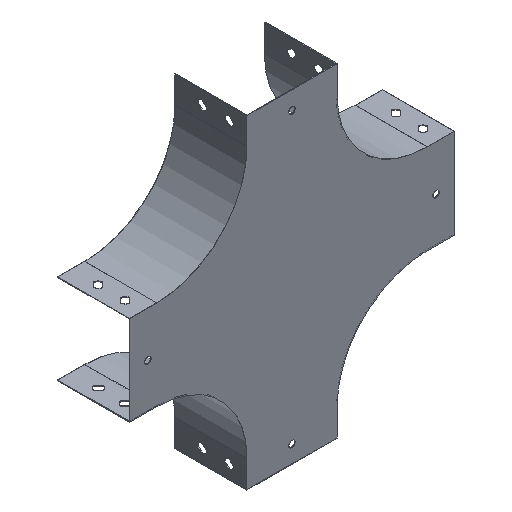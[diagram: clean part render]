
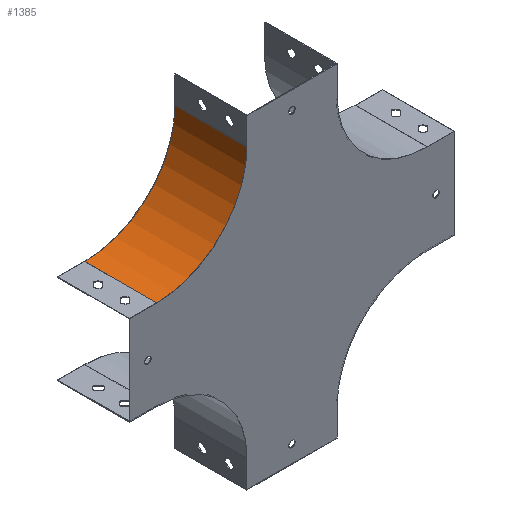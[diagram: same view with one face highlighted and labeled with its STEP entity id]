
A CAD part, isometric view. The second image highlights one B-rep face of the part: STEP entity #1385.
In plain terms, the highlighted cylindrical face has radius 100 mm (diameter 200 mm), a partial arc.
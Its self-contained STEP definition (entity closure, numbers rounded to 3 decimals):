
#43 = VERTEX_POINT ( 'NONE', #3162 ) ;
#293 = CARTESIAN_POINT ( 'NONE',  ( -50., 0., -30. ) ) ;
#296 = CARTESIAN_POINT ( 'NONE',  ( -150., 0., -130. ) ) ;
#573 = ORIENTED_EDGE ( 'NONE', *, *, #2068, .F. ) ;
#574 = ORIENTED_EDGE ( 'NONE', *, *, #1755, .F. ) ;
#575 = ORIENTED_EDGE ( 'NONE', *, *, #1756, .F. ) ;
#576 = ORIENTED_EDGE ( 'NONE', *, *, #1759, .T. ) ;
#1074 = AXIS2_PLACEMENT_3D ( 'NONE', #1415, #1416, #1417 ) ;
#1091 = AXIS2_PLACEMENT_3D ( 'NONE', #2303, #2304, #2305 ) ;
#1227 = VERTEX_POINT ( 'NONE', #2608 ) ;
#1285 = VERTEX_POINT ( 'NONE', #293 ) ;
#1288 = VERTEX_POINT ( 'NONE', #296 ) ;
#1385 = ADVANCED_FACE ( 'NONE', ( #1805 ), #1809, .F. ) ;
#1415 = CARTESIAN_POINT ( 'NONE',  ( -150., 0., -30. ) ) ;
#1416 = DIRECTION ( 'NONE',  ( 0., 1., 0. ) ) ;
#1417 = DIRECTION ( 'NONE',  ( 0., 0., 1. ) ) ;
#1653 = AXIS2_PLACEMENT_3D ( 'NONE', #2207, #2205, #2199 ) ;
#1755 = EDGE_CURVE ( 'NONE', #43, #1285, #1852, .T. ) ;
#1756 = EDGE_CURVE ( 'NONE', #1227, #43, #1850, .T. ) ;
#1759 = EDGE_CURVE ( 'NONE', #1227, #1288, #1859, .T. ) ;
#1805 = FACE_OUTER_BOUND ( 'NONE', #3260, .T. ) ;
#1809 = CYLINDRICAL_SURFACE ( 'NONE', #1653, 100. ) ;
#1850 = CIRCLE ( 'NONE', #1091, 100. ) ;
#1852 = LINE ( 'NONE', #2291, #1856 ) ;
#1856 = VECTOR ( 'NONE', #2300, 1000. ) ;
#1859 = LINE ( 'NONE', #2308, #1862 ) ;
#1862 = VECTOR ( 'NONE', #2310, 1000. ) ;
#1907 = CIRCLE ( 'NONE', #1074, 100. ) ;
#2068 = EDGE_CURVE ( 'NONE', #1285, #1288, #1907, .T. ) ;
#2199 = DIRECTION ( 'NONE',  ( 0., 0., -1. ) ) ;
#2205 = DIRECTION ( 'NONE',  ( 0., -1., 0. ) ) ;
#2207 = CARTESIAN_POINT ( 'NONE',  ( -150., 0.8, -30. ) ) ;
#2291 = CARTESIAN_POINT ( 'NONE',  ( -50., 0.8, -30. ) ) ;
#2300 = DIRECTION ( 'NONE',  ( 0., -1., 0. ) ) ;
#2303 = CARTESIAN_POINT ( 'NONE',  ( -150., 80., -30. ) ) ;
#2304 = DIRECTION ( 'NONE',  ( 0., -1., 0. ) ) ;
#2305 = DIRECTION ( 'NONE',  ( -1., 0., 0. ) ) ;
#2308 = CARTESIAN_POINT ( 'NONE',  ( -150., 0.8, -130. ) ) ;
#2310 = DIRECTION ( 'NONE',  ( 0., -1., 0. ) ) ;
#2608 = CARTESIAN_POINT ( 'NONE',  ( -150., 80., -130. ) ) ;
#3162 = CARTESIAN_POINT ( 'NONE',  ( -50., 80., -30. ) ) ;
#3260 = EDGE_LOOP ( 'NONE', ( #573, #574, #575, #576 ) ) ;
